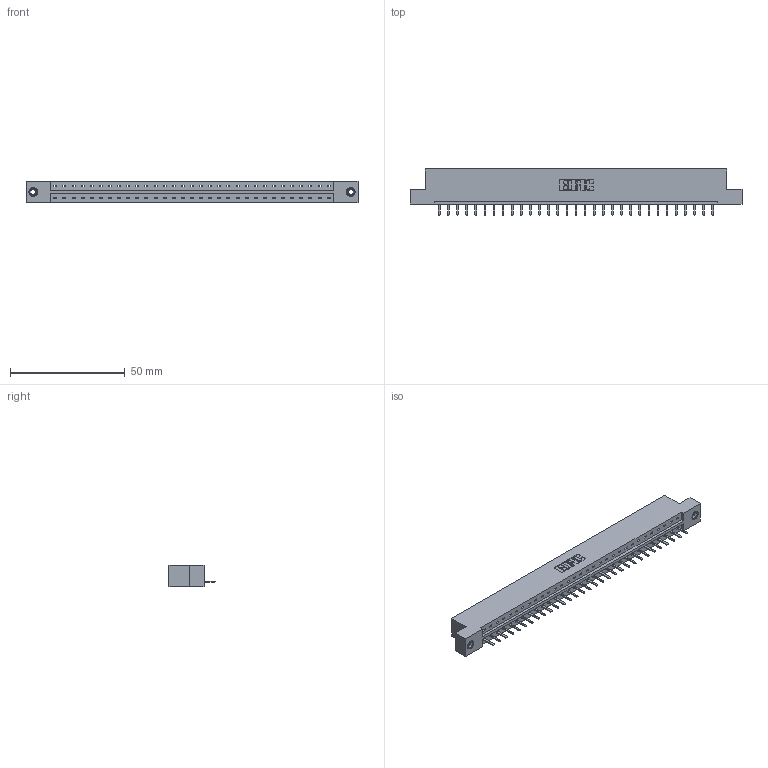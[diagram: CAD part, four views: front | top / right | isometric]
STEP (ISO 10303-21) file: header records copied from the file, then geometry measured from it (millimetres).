
FILE_DESCRIPTION (( 'STEP AP203' ), '1' );
FILE_NAME ('333-031-520-108.STEP', '2018-08-02T19:08:55', ( '' ), ( '' ), 'SwSTEP 2.0', 'SolidWorks 2016', '' );
FILE_SCHEMA (( 'CONFIG_CONTROL_DESIGN' ));
Length unit declared in the file: inch
Products named in the file (4): 333 Part_Flush - .156 Dia - TI; 345-292-001_345-293-120; 345-250-001_345-250-003-102; 333-031-520-108
Assembly tree (34 placements, depth 2):
  333-031-520-108
    333 Part_Flush - .156 Dia - TI
    345-292-001_345-293-120  x31
    345-250-001_345-250-003-102  x2
Bounding box: 144.37 x 20.02 x 9.4 mm (x, y, z)
Volume: 14337.8 mm3; surface area: 15154.3 mm2
Topology: 34 solids, 34 shells, 2096 faces, 6151 edges, 4010 vertices
Faces by surface type: plane 1466, cylinder 614, cone 12, torus 4
Entity records: 21674 total; most frequent: CARTESIAN_POINT 3734, ORIENTED_EDGE 3682, DIRECTION 3193, EDGE_CURVE 1841, VECTOR 1689, LINE 1689, VERTEX_POINT 1220, AXIS2_PLACEMENT_3D 752
